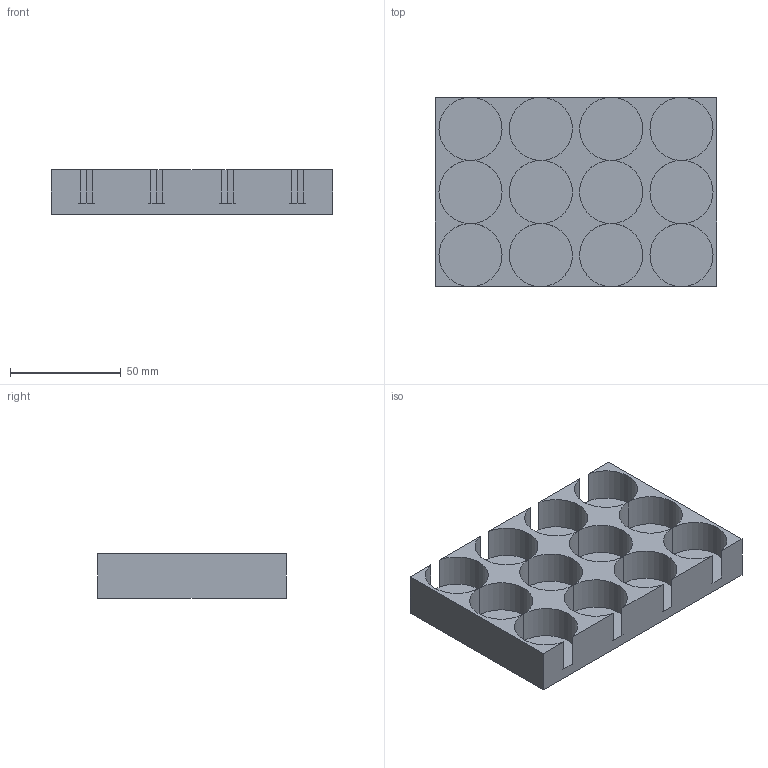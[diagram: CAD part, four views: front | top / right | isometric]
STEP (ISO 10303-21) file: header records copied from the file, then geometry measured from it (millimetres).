
FILE_DESCRIPTION(/* description */ (''),/* implementation_level */ '2;1');
FILE_NAME(/* name */ 'Wellplate_12_well.step',/* time_stamp */ '2025-08-24T14:28:55-07:00',/* author */ (''),/* organization */ (''),/* preprocessor_version */ 'ST-DEVELOPER v20.1',/* originating_system */ 'Autodesk Translation Framework v14.10.0.0',/* authorisation */ '');
FILE_SCHEMA (('AUTOMOTIVE_DESIGN { 1 0 10303 214 3 1 1 }'));
Length unit declared in the file: millimetre
Products named in the file (3): 20250521_12_well_v2; body; wells
Assembly tree (2 placements, depth 2):
  20250521_12_well_v2
    body
    wells
Bounding box: 127 x 85 x 20 mm (x, y, z)
Volume: 101177.4 mm3; surface area: 44907 mm2
Topology: 1 solids, 1 shells, 46 faces, 108 edges, 56 vertices
Faces by surface type: cylinder 24, plane 22
Entity records: 1376 total; most frequent: DIRECTION 258, ORIENTED_EDGE 216, CARTESIAN_POINT 215, EDGE_CURVE 108, AXIS2_PLACEMENT_3D 99, LINE 60, VECTOR 60, VERTEX_POINT 56
